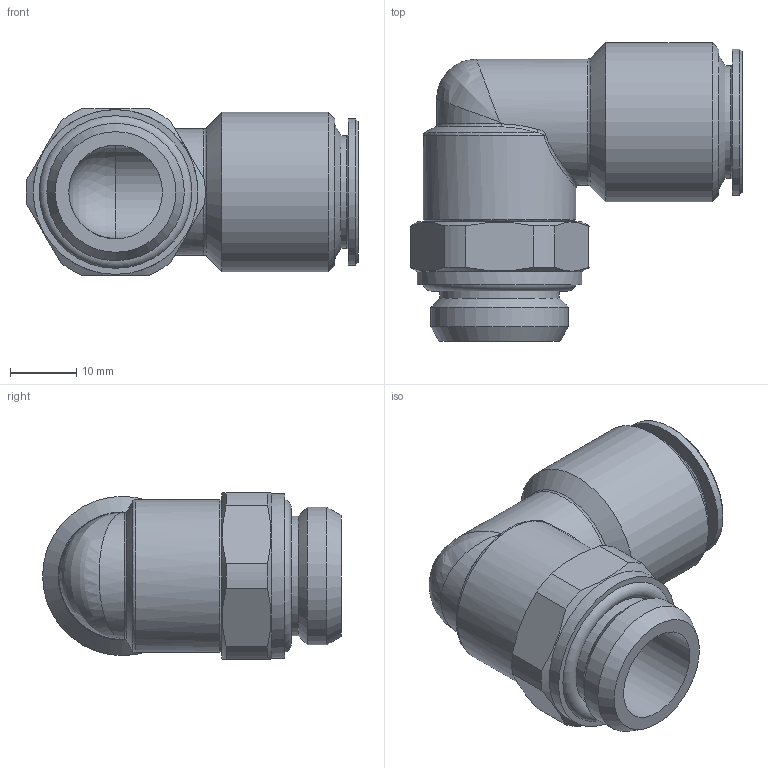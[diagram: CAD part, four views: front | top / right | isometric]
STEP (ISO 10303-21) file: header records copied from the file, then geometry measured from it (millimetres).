
FILE_DESCRIPTION(/* description */ ('STEP AP214'),/* implementation_level */ '2;1');
FILE_NAME(/* name */ 'A0060094',/* time_stamp */ '2023-04-12T09:08:15+02:00',/* author */ ('License CC BY-ND 4.0'),/* organization */ ('CADENAS'),/* preprocessor_version */ 'ST-DEVELOPER v19.3',/* originating_system */ 'PARTsolutions',/* authorisation */ ' ');
FILE_SCHEMA (('AUTOMOTIVE_DESIGN {1 0 10303 214 3 1 1}'));
Length unit declared in the file: millimetre
Products named in the file (1): A0060094
Bounding box: 49.99 x 45 x 25 mm (x, y, z)
Volume: 14921.6 mm3; surface area: 9062.4 mm2
Topology: 1 solids, 1 shells, 57 faces, 139 edges, 86 vertices
Faces by surface type: cylinder 18, plane 15, cone 13, bspline 6, torus 4, sphere 1
Full cylindrical faces by diameter (mm): 14 x1, 14.1 x1, 16.15 x1, 16.95 x1, 18 x1, 19 x1, 20.7 x1, 22 x1, 23 x1, 24 x1, 24.8 x1
Entity records: 2478 total; most frequent: CARTESIAN_POINT 942, DIRECTION 230, ORIENTED_EDGE 198, AXIS2_PLACEMENT_3D 108, EDGE_CURVE 99, EDGE_LOOP 89, FACE_BOUND 89, VERTEX_POINT 74
